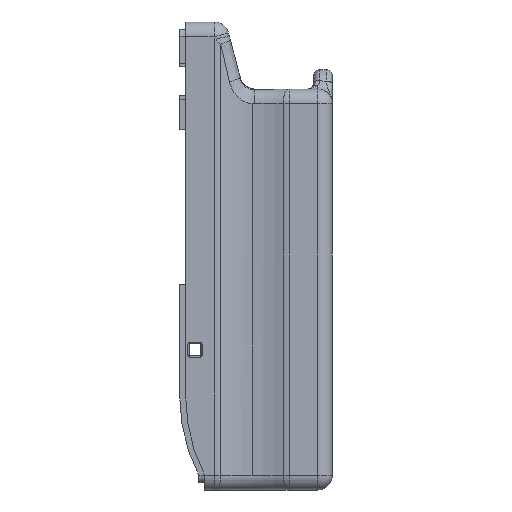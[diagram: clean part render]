
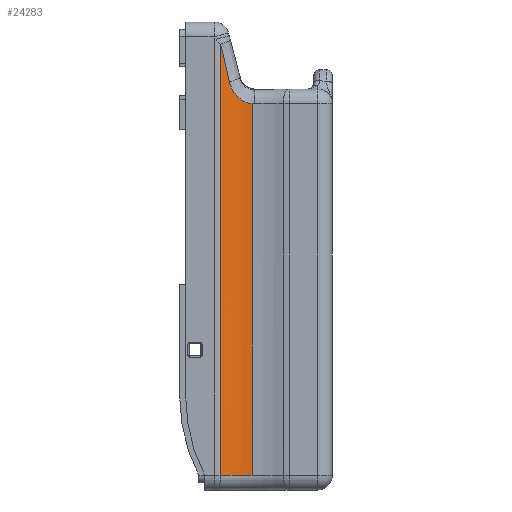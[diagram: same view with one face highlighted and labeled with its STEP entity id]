
A CAD part, left-side view. The second image highlights one B-rep face of the part: STEP entity #24283.
In plain terms, the highlighted cylindrical face has radius 16.591 mm (diameter 33.183 mm), a partial arc.
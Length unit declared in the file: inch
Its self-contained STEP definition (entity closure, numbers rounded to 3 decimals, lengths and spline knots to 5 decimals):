
#384 = CARTESIAN_POINT ( 'NONE',  ( -0.84462, -0.07016, 2.86749 ) ) ;
#647 = CARTESIAN_POINT ( 'NONE',  ( -0.82693, -0.13219, 2.59617 ) ) ;
#2117 = ORIENTED_EDGE ( 'NONE', *, *, #26043, .T. ) ;
#2709 = CARTESIAN_POINT ( 'NONE',  ( -0.8166, -0.18712, 2.50942 ) ) ;
#2873 = CARTESIAN_POINT ( 'NONE',  ( -1.4632, -0.28, -0.126 ) ) ;
#3345 = CARTESIAN_POINT ( 'NONE',  ( -0.81, -0.28, 2.46656 ) ) ;
#6113 = EDGE_CURVE ( 'NONE', #21382, #22036, #15299, .T. ) ;
#6457 = ORIENTED_EDGE ( 'NONE', *, *, #20676, .T. ) ;
#6775 = EDGE_CURVE ( 'NONE', #20050, #22036, #10373, .T. ) ;
#7621 = CARTESIAN_POINT ( 'NONE',  ( -0.81863, -0.17396, 2.52288 ) ) ;
#7697 = VECTOR ( 'NONE', #9369, 39.37008 ) ;
#8192 = B_SPLINE_CURVE_WITH_KNOTS ( 'NONE', 3,
 ( #16240, #13753, #9380, #11702, #13895, #27590, #18839, #21017, #2709, #7621, #16514, #16106, #25404, #27169, #647, #14031 ),
 .UNSPECIFIED., .F., .F.,
 ( 4, 2, 2, 2, 2, 2, 2, 4 ),
 ( 0.0004, 0.00111, 0.00183, 0.00255, 0.00327, 0.00399, 0.00471, 0.00615 ),
 .UNSPECIFIED. ) ;
#8478 = DIRECTION ( 'NONE',  ( 0., 0., 1. ) ) ;
#8890 = CARTESIAN_POINT ( 'NONE',  ( -0.82795, -0.12794, 2.61476 ) ) ;
#9129 = CIRCLE ( 'NONE', #20742, 0.6532 ) ;
#9369 = DIRECTION ( 'NONE',  ( 0., 0., 1. ) ) ;
#9380 = CARTESIAN_POINT ( 'NONE',  ( -0.8102, -0.26133, 2.4694 ) ) ;
#9398 = CARTESIAN_POINT ( 'NONE',  ( -0.82795, -0.12794, 2.61476 ) ) ;
#9414 = CYLINDRICAL_SURFACE ( 'NONE', #11381, 0.6532 ) ;
#10373 = LINE ( 'NONE', #19684, #15579 ) ;
#11381 = AXIS2_PLACEMENT_3D ( 'NONE', #2873, #14210, #11732 ) ;
#11702 = CARTESIAN_POINT ( 'NONE',  ( -0.81098, -0.24312, 2.47484 ) ) ;
#11732 = DIRECTION ( 'NONE',  ( 1., 0., 0. ) ) ;
#11980 = CARTESIAN_POINT ( 'NONE',  ( -0.81, -0.28, -0.126 ) ) ;
#12223 = EDGE_LOOP ( 'NONE', ( #16421, #6457, #2117, #21532, #15594 ) ) ;
#12603 = VERTEX_POINT ( 'NONE', #3345 ) ;
#13753 = CARTESIAN_POINT ( 'NONE',  ( -0.81, -0.27059, 2.46755 ) ) ;
#13895 = CARTESIAN_POINT ( 'NONE',  ( -0.81155, -0.23421, 2.47842 ) ) ;
#14031 = CARTESIAN_POINT ( 'NONE',  ( -0.82795, -0.12794, 2.61476 ) ) ;
#14210 = DIRECTION ( 'NONE',  ( 0., 0., 1. ) ) ;
#15299 =( BOUNDED_CURVE ( )  B_SPLINE_CURVE ( 3, ( #9398, #20182, #15531, #384 ),
 .UNSPECIFIED., .F., .T. ) 
 B_SPLINE_CURVE_WITH_KNOTS ( ( 4, 4 ),
 ( 4.94734, 5.03944 ),
 .UNSPECIFIED. ) 
 CURVE ( )  GEOMETRIC_REPRESENTATION_ITEM ( )  RATIONAL_B_SPLINE_CURVE ( ( 1., 0.999, 0.999, 1. ) ) 
 REPRESENTATION_ITEM ( '' )  );
#15531 = CARTESIAN_POINT ( 'NONE',  ( -0.83818, -0.08915, 2.7844 ) ) ;
#15579 = VECTOR ( 'NONE', #8478, 39.37008 ) ;
#15594 = ORIENTED_EDGE ( 'NONE', *, *, #6775, .F. ) ;
#16106 = CARTESIAN_POINT ( 'NONE',  ( -0.82167, -0.15693, 2.5453 ) ) ;
#16240 = CARTESIAN_POINT ( 'NONE',  ( -0.81, -0.28, 2.46656 ) ) ;
#16262 = VERTEX_POINT ( 'NONE', #17672 ) ;
#16421 = ORIENTED_EDGE ( 'NONE', *, *, #21728, .T. ) ;
#16514 = CARTESIAN_POINT ( 'NONE',  ( -0.81966, -0.16794, 2.53006 ) ) ;
#16590 = DIRECTION ( 'NONE',  ( 0., 1., 0. ) ) ;
#17672 = CARTESIAN_POINT ( 'NONE',  ( -0.81, -0.28, -0.026 ) ) ;
#18839 = CARTESIAN_POINT ( 'NONE',  ( -0.81377, -0.20947, 2.49188 ) ) ;
#19684 = CARTESIAN_POINT ( 'NONE',  ( -0.84462, -0.07016, -0.126 ) ) ;
#20050 = VERTEX_POINT ( 'NONE', #22091 ) ;
#20182 = CARTESIAN_POINT ( 'NONE',  ( -0.83262, -0.10843, 2.7001 ) ) ;
#20449 = LINE ( 'NONE', #11980, #7697 ) ;
#20492 = FACE_OUTER_BOUND ( 'NONE', #12223, .T. ) ;
#20676 = EDGE_CURVE ( 'NONE', #16262, #12603, #20449, .T. ) ;
#20742 = AXIS2_PLACEMENT_3D ( 'NONE', #23277, #23144, #16590 ) ;
#21017 = CARTESIAN_POINT ( 'NONE',  ( -0.8156, -0.19432, 2.5031 ) ) ;
#21382 = VERTEX_POINT ( 'NONE', #8890 ) ;
#21532 = ORIENTED_EDGE ( 'NONE', *, *, #6113, .T. ) ;
#21728 = EDGE_CURVE ( 'NONE', #20050, #16262, #9129, .T. ) ;
#22036 = VERTEX_POINT ( 'NONE', #28400 ) ;
#22091 = CARTESIAN_POINT ( 'NONE',  ( -0.84462, -0.07016, -0.026 ) ) ;
#23144 = DIRECTION ( 'NONE',  ( 0., 0., -1. ) ) ;
#23277 = CARTESIAN_POINT ( 'NONE',  ( -1.4632, -0.28, -0.026 ) ) ;
#24283 = ADVANCED_FACE ( 'NONE', ( #20492 ), #9414, .F. ) ;
#25404 = CARTESIAN_POINT ( 'NONE',  ( -0.82267, -0.15191, 2.55341 ) ) ;
#26043 = EDGE_CURVE ( 'NONE', #12603, #21382, #8192, .T. ) ;
#27169 = CARTESIAN_POINT ( 'NONE',  ( -0.82541, -0.13867, 2.57849 ) ) ;
#27590 = CARTESIAN_POINT ( 'NONE',  ( -0.81295, -0.21743, 2.48693 ) ) ;
#28400 = CARTESIAN_POINT ( 'NONE',  ( -0.84462, -0.07016, 2.86749 ) ) ;
